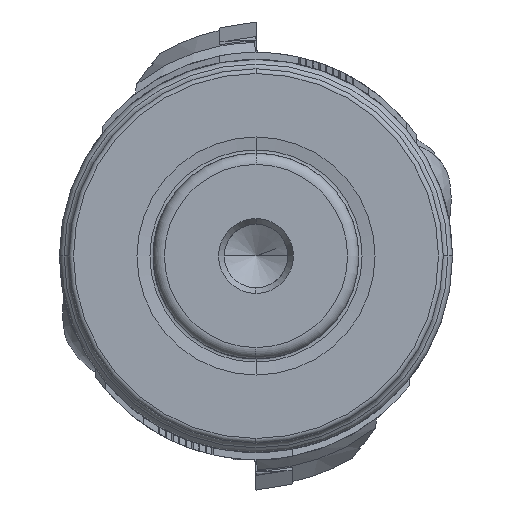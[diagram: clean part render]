
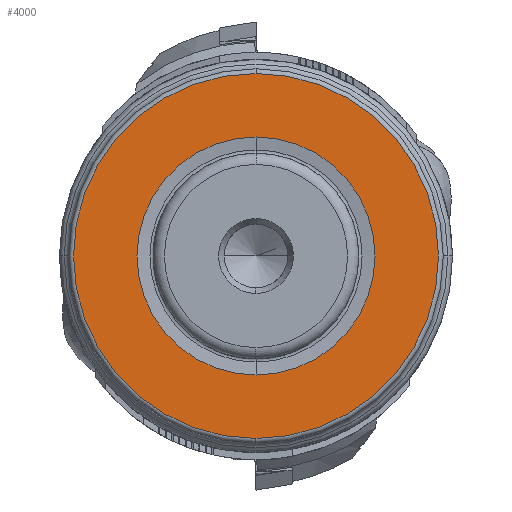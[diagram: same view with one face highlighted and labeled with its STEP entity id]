
A CAD part, left-side view. The second image highlights one B-rep face of the part: STEP entity #4000.
In plain terms, the highlighted planar face has unit normal (-1, 0, 0).
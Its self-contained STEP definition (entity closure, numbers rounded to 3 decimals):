
#244 = EDGE_CURVE ( 'NONE', #18347, #7918, #3754, .T. ) ;
#656 = ORIENTED_EDGE ( 'NONE', *, *, #2128, .F. ) ;
#708 = VERTEX_POINT ( 'NONE', #17407 ) ;
#837 = PLANE ( 'NONE',  #2308 ) ;
#1257 = DIRECTION ( 'NONE',  ( -1., 0., 0. ) ) ;
#1278 = FACE_OUTER_BOUND ( 'NONE', #2301, .T. ) ;
#1473 = AXIS2_PLACEMENT_3D ( 'NONE', #4256, #17540, #6135 ) ;
#2128 = EDGE_CURVE ( 'NONE', #23648, #708, #20922, .T. ) ;
#2301 = EDGE_LOOP ( 'NONE', ( #16652, #2546 ) ) ;
#2308 = AXIS2_PLACEMENT_3D ( 'NONE', #12325, #14257, #2846 ) ;
#2546 = ORIENTED_EDGE ( 'NONE', *, *, #244, .T. ) ;
#2846 = DIRECTION ( 'NONE',  ( 0., 0., -1. ) ) ;
#3036 = DIRECTION ( 'NONE',  ( 0., 0., 1. ) ) ;
#3754 = CIRCLE ( 'NONE', #21881, 19.5 ) ;
#4000 = ADVANCED_FACE ( 'NONE', ( #6348, #1278 ), #837, .F. ) ;
#4256 = CARTESIAN_POINT ( 'NONE',  ( 0., 0., 0. ) ) ;
#5080 = ORIENTED_EDGE ( 'NONE', *, *, #13515, .F. ) ;
#6135 = DIRECTION ( 'NONE',  ( 0., 0., 1. ) ) ;
#6348 = FACE_BOUND ( 'NONE', #21945, .T. ) ;
#7918 = VERTEX_POINT ( 'NONE', #17893 ) ;
#8810 = AXIS2_PLACEMENT_3D ( 'NONE', #22375, #10947, #24271 ) ;
#10947 = DIRECTION ( 'NONE',  ( -1., 0., 0. ) ) ;
#11063 = DIRECTION ( 'NONE',  ( -1., 0., 0. ) ) ;
#12325 = CARTESIAN_POINT ( 'NONE',  ( 0., 12.715, 0. ) ) ;
#12669 = CARTESIAN_POINT ( 'NONE',  ( 0., 0., 0. ) ) ;
#13515 = EDGE_CURVE ( 'NONE', #708, #23648, #20144, .T. ) ;
#14257 = DIRECTION ( 'NONE',  ( 1., 0., 0. ) ) ;
#14586 = DIRECTION ( 'NONE',  ( 0., 0., 1. ) ) ;
#15124 = CIRCLE ( 'NONE', #22619, 19.5 ) ;
#15952 = CARTESIAN_POINT ( 'NONE',  ( 0., 0., 0. ) ) ;
#16652 = ORIENTED_EDGE ( 'NONE', *, *, #22874, .T. ) ;
#17407 = CARTESIAN_POINT ( 'NONE',  ( 0., 0., -12.715 ) ) ;
#17540 = DIRECTION ( 'NONE',  ( -1., 0., 0. ) ) ;
#17893 = CARTESIAN_POINT ( 'NONE',  ( 0., 0., 19.5 ) ) ;
#18347 = VERTEX_POINT ( 'NONE', #19495 ) ;
#19495 = CARTESIAN_POINT ( 'NONE',  ( 0., 0., -19.5 ) ) ;
#20144 = CIRCLE ( 'NONE', #8810, 12.715 ) ;
#20280 = CARTESIAN_POINT ( 'NONE',  ( 0., 0., 12.715 ) ) ;
#20922 = CIRCLE ( 'NONE', #1473, 12.715 ) ;
#21881 = AXIS2_PLACEMENT_3D ( 'NONE', #15952, #11063, #3036 ) ;
#21945 = EDGE_LOOP ( 'NONE', ( #656, #5080 ) ) ;
#22375 = CARTESIAN_POINT ( 'NONE',  ( 0., 0., 0. ) ) ;
#22619 = AXIS2_PLACEMENT_3D ( 'NONE', #12669, #1257, #14586 ) ;
#22874 = EDGE_CURVE ( 'NONE', #7918, #18347, #15124, .T. ) ;
#23648 = VERTEX_POINT ( 'NONE', #20280 ) ;
#24271 = DIRECTION ( 'NONE',  ( 0., 0., 1. ) ) ;
